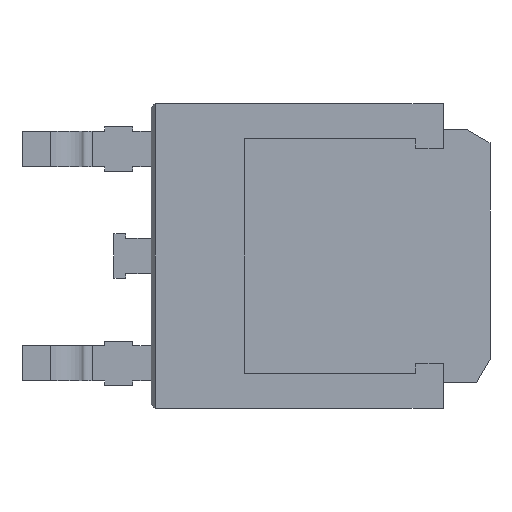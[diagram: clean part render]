
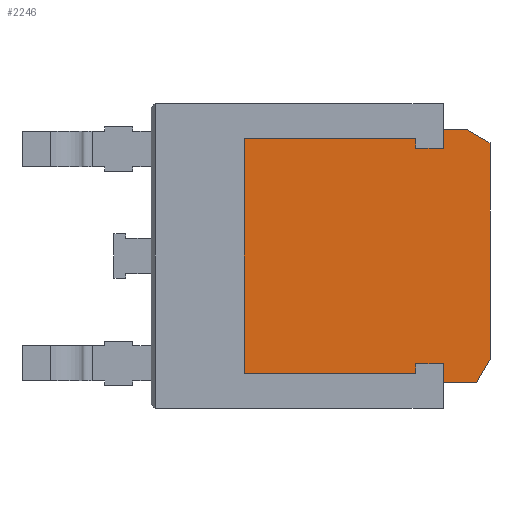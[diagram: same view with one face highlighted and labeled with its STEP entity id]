
A CAD part, front view. The second image highlights one B-rep face of the part: STEP entity #2246.
In plain terms, the highlighted planar face has unit normal (0, -1, 0).
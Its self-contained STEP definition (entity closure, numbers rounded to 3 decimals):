
#23 = ORIENTED_EDGE ( 'NONE', *, *, #1452, .T. ) ;
#27 = CARTESIAN_POINT ( 'NONE',  ( 3.41, 0., -2.3 ) ) ;
#37 = DIRECTION ( 'NONE',  ( -0.866, 0., 0.5 ) ) ;
#41 = ORIENTED_EDGE ( 'NONE', *, *, #2767, .T. ) ;
#46 = DIRECTION ( 'NONE',  ( -1., 0., 0. ) ) ;
#57 = EDGE_CURVE ( 'NONE', #2635, #1140, #2132, .T. ) ;
#66 = ORIENTED_EDGE ( 'NONE', *, *, #921, .T. ) ;
#74 = VECTOR ( 'NONE', #2824, 1000. ) ;
#92 = EDGE_CURVE ( 'NONE', #2944, #1750, #225, .T. ) ;
#114 = EDGE_CURVE ( 'NONE', #2638, #1803, #1183, .T. ) ;
#134 = CARTESIAN_POINT ( 'NONE',  ( 3.41, 0., -2.5 ) ) ;
#225 = LINE ( 'NONE', #1632, #1040 ) ;
#248 = VECTOR ( 'NONE', #687, 1000. ) ;
#252 = VECTOR ( 'NONE', #2575, 1000. ) ;
#307 = CARTESIAN_POINT ( 'NONE',  ( 5.138, 0., -1.943 ) ) ;
#354 = EDGE_CURVE ( 'NONE', #1879, #1141, #2041, .T. ) ;
#396 = EDGE_CURVE ( 'NONE', #2207, #1599, #647, .T. ) ;
#410 = LINE ( 'NONE', #651, #2877 ) ;
#423 = DIRECTION ( 'NONE',  ( 0., 0., -1. ) ) ;
#489 = AXIS2_PLACEMENT_3D ( 'NONE', #1991, #2707, #1579 ) ;
#501 = CARTESIAN_POINT ( 'NONE',  ( 3.41, 0., 2.3 ) ) ;
#530 = CARTESIAN_POINT ( 'NONE',  ( 3.41, 0., -2.5 ) ) ;
#562 = VECTOR ( 'NONE', #573, 1000. ) ;
#573 = DIRECTION ( 'NONE',  ( 1., 0., 0. ) ) ;
#598 = DIRECTION ( 'NONE',  ( 1., 0., 0. ) ) ;
#612 = EDGE_CURVE ( 'NONE', #2592, #2635, #1964, .T. ) ;
#630 = CARTESIAN_POINT ( 'NONE',  ( -0.25, 0., 2.5 ) ) ;
#647 = LINE ( 'NONE', #1316, #1638 ) ;
#651 = CARTESIAN_POINT ( 'NONE',  ( -0.25, 0., 2.5 ) ) ;
#687 = DIRECTION ( 'NONE',  ( -1., 0., 0. ) ) ;
#697 = ORIENTED_EDGE ( 'NONE', *, *, #1629, .T. ) ;
#710 = VECTOR ( 'NONE', #1280, 1000. ) ;
#739 = ORIENTED_EDGE ( 'NONE', *, *, #836, .T. ) ;
#744 = CARTESIAN_POINT ( 'NONE',  ( 3.99, 0., -2.7 ) ) ;
#796 = EDGE_CURVE ( 'NONE', #1921, #1879, #2951, .T. ) ;
#828 = DIRECTION ( 'NONE',  ( 0., 0., 1. ) ) ;
#836 = EDGE_CURVE ( 'NONE', #1599, #2300, #872, .T. ) ;
#858 = VECTOR ( 'NONE', #598, 1000. ) ;
#872 = LINE ( 'NONE', #2033, #562 ) ;
#916 = ORIENTED_EDGE ( 'NONE', *, *, #612, .T. ) ;
#921 = EDGE_CURVE ( 'NONE', #1141, #2886, #1554, .T. ) ;
#983 = CARTESIAN_POINT ( 'NONE',  ( 3.99, 0., 2.7 ) ) ;
#1031 = ORIENTED_EDGE ( 'NONE', *, *, #92, .T. ) ;
#1040 = VECTOR ( 'NONE', #1428, 1000. ) ;
#1050 = FACE_OUTER_BOUND ( 'NONE', #1529, .T. ) ;
#1063 = CARTESIAN_POINT ( 'NONE',  ( 3.99, 0., 2.3 ) ) ;
#1140 = VERTEX_POINT ( 'NONE', #2152 ) ;
#1141 = VERTEX_POINT ( 'NONE', #530 ) ;
#1176 = VECTOR ( 'NONE', #46, 1000. ) ;
#1183 = LINE ( 'NONE', #2115, #74 ) ;
#1233 = DIRECTION ( 'NONE',  ( 0.5, 0., 0.866 ) ) ;
#1245 = VECTOR ( 'NONE', #828, 1000. ) ;
#1280 = DIRECTION ( 'NONE',  ( 0., 0., 1. ) ) ;
#1316 = CARTESIAN_POINT ( 'NONE',  ( 3.99, 0., -2.3 ) ) ;
#1328 = PLANE ( 'NONE',  #489 ) ;
#1350 = ORIENTED_EDGE ( 'NONE', *, *, #796, .T. ) ;
#1416 = EDGE_CURVE ( 'NONE', #1750, #2638, #2836, .T. ) ;
#1428 = DIRECTION ( 'NONE',  ( 0., 0., -1. ) ) ;
#1452 = EDGE_CURVE ( 'NONE', #1140, #2944, #2552, .T. ) ;
#1501 = ORIENTED_EDGE ( 'NONE', *, *, #57, .T. ) ;
#1529 = EDGE_LOOP ( 'NONE', ( #739, #697, #916, #1501, #23, #1031, #1833, #1653, #41, #1350, #2274, #66, #2596, #2150 ) ) ;
#1554 = LINE ( 'NONE', #134, #710 ) ;
#1579 = DIRECTION ( 'NONE',  ( 0., 0., -1. ) ) ;
#1581 = DIRECTION ( 'NONE',  ( 0., 0., -1. ) ) ;
#1586 = DIRECTION ( 'NONE',  ( -1., 0., 0. ) ) ;
#1599 = VERTEX_POINT ( 'NONE', #744 ) ;
#1629 = EDGE_CURVE ( 'NONE', #2300, #2592, #2408, .T. ) ;
#1632 = CARTESIAN_POINT ( 'NONE',  ( 3.99, 0., 2.3 ) ) ;
#1634 = LINE ( 'NONE', #2828, #252 ) ;
#1638 = VECTOR ( 'NONE', #1581, 1000. ) ;
#1653 = ORIENTED_EDGE ( 'NONE', *, *, #114, .T. ) ;
#1688 = CARTESIAN_POINT ( 'NONE',  ( 6.739, 0., 1.402 ) ) ;
#1750 = VERTEX_POINT ( 'NONE', #1063 ) ;
#1767 = CARTESIAN_POINT ( 'NONE',  ( -0.25, 0., -2.5 ) ) ;
#1803 = VERTEX_POINT ( 'NONE', #2037 ) ;
#1811 = CARTESIAN_POINT ( 'NONE',  ( -0.25, 0., -2.5 ) ) ;
#1833 = ORIENTED_EDGE ( 'NONE', *, *, #1416, .T. ) ;
#1879 = VERTEX_POINT ( 'NONE', #1811 ) ;
#1921 = VERTEX_POINT ( 'NONE', #2235 ) ;
#1955 = VECTOR ( 'NONE', #1233, 1000. ) ;
#1964 = LINE ( 'NONE', #2885, #1245 ) ;
#1991 = CARTESIAN_POINT ( 'NONE',  ( 4.89, 0., -1.8 ) ) ;
#2033 = CARTESIAN_POINT ( 'NONE',  ( 3.99, 0., -2.7 ) ) ;
#2037 = CARTESIAN_POINT ( 'NONE',  ( 3.41, 0., 2.5 ) ) ;
#2041 = LINE ( 'NONE', #1767, #858 ) ;
#2115 = CARTESIAN_POINT ( 'NONE',  ( 3.41, 0., 2.5 ) ) ;
#2122 = VECTOR ( 'NONE', #37, 1000. ) ;
#2132 = LINE ( 'NONE', #1688, #2122 ) ;
#2140 = CARTESIAN_POINT ( 'NONE',  ( 3.99, 0., 2.7 ) ) ;
#2150 = ORIENTED_EDGE ( 'NONE', *, *, #396, .T. ) ;
#2152 = CARTESIAN_POINT ( 'NONE',  ( 4.49, 0., 2.7 ) ) ;
#2205 = CARTESIAN_POINT ( 'NONE',  ( 4.701, 0., -2.7 ) ) ;
#2207 = VERTEX_POINT ( 'NONE', #2625 ) ;
#2235 = CARTESIAN_POINT ( 'NONE',  ( -0.25, 0., 2.5 ) ) ;
#2246 = ADVANCED_FACE ( 'NONE', ( #1050 ), #1328, .T. ) ;
#2274 = ORIENTED_EDGE ( 'NONE', *, *, #354, .T. ) ;
#2300 = VERTEX_POINT ( 'NONE', #2205 ) ;
#2408 = LINE ( 'NONE', #307, #1955 ) ;
#2547 = CARTESIAN_POINT ( 'NONE',  ( 4.99, 0., 2.411 ) ) ;
#2552 = LINE ( 'NONE', #2140, #248 ) ;
#2575 = DIRECTION ( 'NONE',  ( 1., 0., 0. ) ) ;
#2592 = VERTEX_POINT ( 'NONE', #3005 ) ;
#2596 = ORIENTED_EDGE ( 'NONE', *, *, #2906, .T. ) ;
#2622 = VECTOR ( 'NONE', #423, 1000. ) ;
#2625 = CARTESIAN_POINT ( 'NONE',  ( 3.99, 0., -2.3 ) ) ;
#2635 = VERTEX_POINT ( 'NONE', #2547 ) ;
#2638 = VERTEX_POINT ( 'NONE', #2763 ) ;
#2707 = DIRECTION ( 'NONE',  ( 0., -1., 0. ) ) ;
#2763 = CARTESIAN_POINT ( 'NONE',  ( 3.41, 0., 2.3 ) ) ;
#2767 = EDGE_CURVE ( 'NONE', #1803, #1921, #410, .T. ) ;
#2824 = DIRECTION ( 'NONE',  ( 0., 0., 1. ) ) ;
#2828 = CARTESIAN_POINT ( 'NONE',  ( 3.41, 0., -2.3 ) ) ;
#2836 = LINE ( 'NONE', #501, #1176 ) ;
#2877 = VECTOR ( 'NONE', #1586, 1000. ) ;
#2885 = CARTESIAN_POINT ( 'NONE',  ( 4.99, 0., 2.7 ) ) ;
#2886 = VERTEX_POINT ( 'NONE', #27 ) ;
#2906 = EDGE_CURVE ( 'NONE', #2886, #2207, #1634, .T. ) ;
#2944 = VERTEX_POINT ( 'NONE', #983 ) ;
#2951 = LINE ( 'NONE', #630, #2622 ) ;
#3005 = CARTESIAN_POINT ( 'NONE',  ( 4.99, 0., -2.2 ) ) ;
